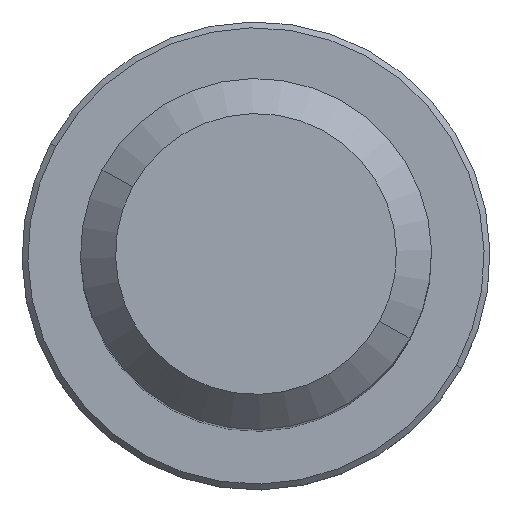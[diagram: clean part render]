
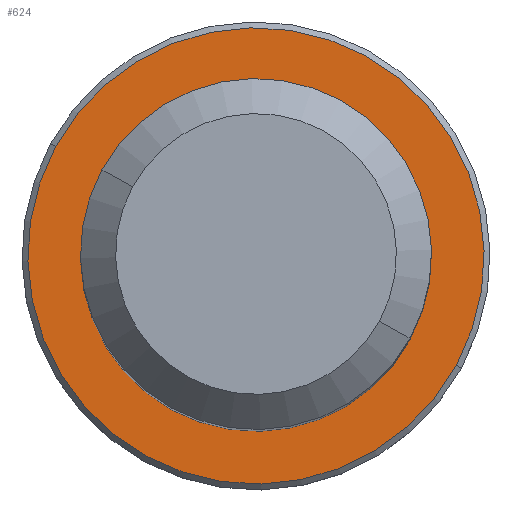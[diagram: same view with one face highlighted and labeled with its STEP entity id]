
A CAD part, top view. The second image highlights one B-rep face of the part: STEP entity #624.
In plain terms, the highlighted planar face has unit normal (0, 0, 1).
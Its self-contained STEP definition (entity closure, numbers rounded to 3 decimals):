
#207=CARTESIAN_POINT('Axis2P3D Location',(0.,0.,5.)) ;
#211=CARTESIAN_POINT('Vertex',(-12.286,6.712,5.)) ;
#213=CARTESIAN_POINT('Vertex',(12.286,-6.712,5.)) ;
#242=CARTESIAN_POINT('Axis2P3D Location',(0.,0.,5.)) ;
#597=CARTESIAN_POINT('Axis2P3D Location',(-20.,0.,5.)) ;
#602=CARTESIAN_POINT('Axis2P3D Location',(0.,0.,5.)) ;
#606=CARTESIAN_POINT('Vertex',(17.113,-9.349,5.)) ;
#608=CARTESIAN_POINT('Vertex',(-17.113,9.349,5.)) ;
#611=CARTESIAN_POINT('Axis2P3D Location',(0.,0.,5.)) ;
#208=DIRECTION('Axis2P3D Direction',(0.,0.,-1.)) ;
#243=DIRECTION('Axis2P3D Direction',(0.,0.,-1.)) ;
#598=DIRECTION('Axis2P3D Direction',(0.,0.,-1.)) ;
#599=DIRECTION('Axis2P3D XDirection',(1.,0.,0.)) ;
#603=DIRECTION('Axis2P3D Direction',(0.,0.,-1.)) ;
#612=DIRECTION('Axis2P3D Direction',(0.,0.,-1.)) ;
#209=AXIS2_PLACEMENT_3D('Circle Axis2P3D',#207,#208,$) ;
#244=AXIS2_PLACEMENT_3D('Circle Axis2P3D',#242,#243,$) ;
#600=AXIS2_PLACEMENT_3D('Plane Axis2P3D',#597,#598,#599) ;
#604=AXIS2_PLACEMENT_3D('Circle Axis2P3D',#602,#603,$) ;
#613=AXIS2_PLACEMENT_3D('Circle Axis2P3D',#611,#612,$) ;
#617=ORIENTED_EDGE('',*,*,#610,.F.) ;
#618=ORIENTED_EDGE('',*,*,#615,.F.) ;
#621=ORIENTED_EDGE('',*,*,#246,.T.) ;
#622=ORIENTED_EDGE('',*,*,#215,.T.) ;
#623=FACE_BOUND('',#620,.T.) ;
#624=ADVANCED_FACE('PartBody',(#619,#623),#601,.F.) ;
#210=CIRCLE('generated circle',#209,14.) ;
#245=CIRCLE('generated circle',#244,14.) ;
#605=CIRCLE('generated circle',#604,19.5) ;
#614=CIRCLE('generated circle',#613,19.5) ;
#215=EDGE_CURVE('',#212,#214,#210,.T.) ;
#246=EDGE_CURVE('',#214,#212,#245,.T.) ;
#610=EDGE_CURVE('',#607,#609,#605,.T.) ;
#615=EDGE_CURVE('',#609,#607,#614,.T.) ;
#616=EDGE_LOOP('',(#617,#618)) ;
#620=EDGE_LOOP('',(#621,#622)) ;
#619=FACE_OUTER_BOUND('',#616,.T.) ;
#601=PLANE('Plane',#600) ;
#212=VERTEX_POINT('',#211) ;
#214=VERTEX_POINT('',#213) ;
#607=VERTEX_POINT('',#606) ;
#609=VERTEX_POINT('',#608) ;
